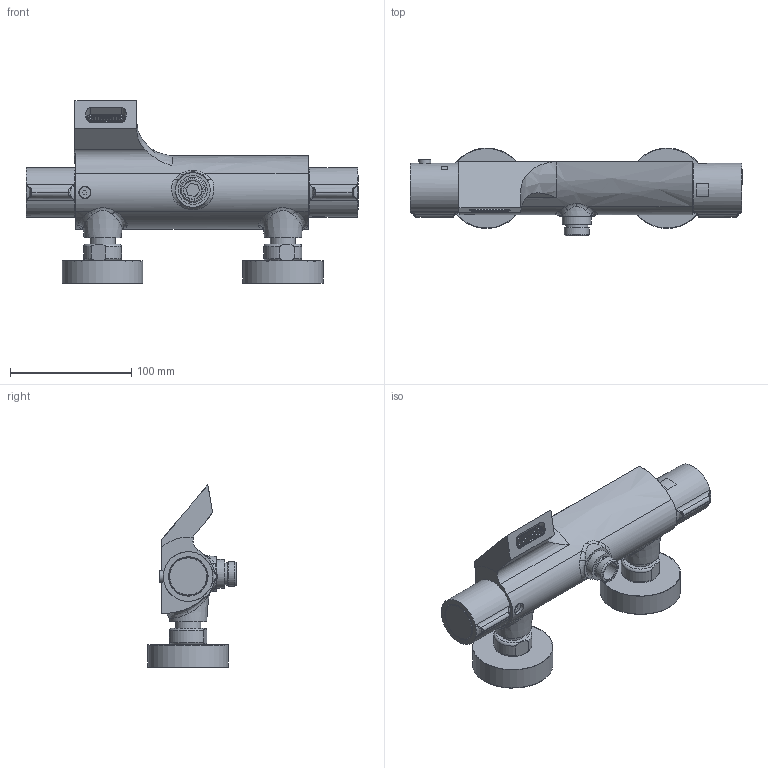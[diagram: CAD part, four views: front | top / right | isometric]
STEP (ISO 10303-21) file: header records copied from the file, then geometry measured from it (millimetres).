
FILE_DESCRIPTION (( 'STEP AP203' ), '1' );
FILE_NAME ('21CP02414.STEP', '2021-03-22T08:32:02', ( '' ), ( '' ), 'SwSTEP 2.0', 'SolidWorks 2018', '' );
FILE_SCHEMA (( 'CONFIG_CONTROL_DESIGN' ));
Length unit declared in the file: millimetre
Products named in the file (1): 21CP02414
Bounding box: 274.32 x 72.8 x 150.56 mm (x, y, z)
Volume: 235097.4 mm3; surface area: 175641.4 mm2
Topology: 15 solids, 15 shells, 1236 faces, 3101 edges, 1910 vertices
Faces by surface type: plane 449, cylinder 358, bspline 325, cone 80, torus 20, sphere 4
Full cylindrical faces by diameter (mm): 1 x2, 1.3 x1, 3.1 x2, 3.3 x1, 4.15 x1, 4.5 x1, 4.65 x1, 5.8 x7, 6 x1, 9.8 x2, 10 x1, 10.1 x1, 15 x5, 16.2 x2, 18 x2, 18.2 x2, 18.3 x2, 18.5 x2, 19 x1, 20 x2, 20.5 x2, 20.65 x2, 20.8 x2, 21 x2, 21.5 x1, 24 x3, 24.5 x2, 25.6 x4, 26.4 x2, 28 x1
Entity records: 61132 total; most frequent: CARTESIAN_POINT 35762, ORIENTED_EDGE 5720, DIRECTION 4261, EDGE_CURVE 2860, VERTEX_POINT 1835, AXIS2_PLACEMENT_3D 1513, EDGE_LOOP 1481, FACE_OUTER_BOUND 1324
